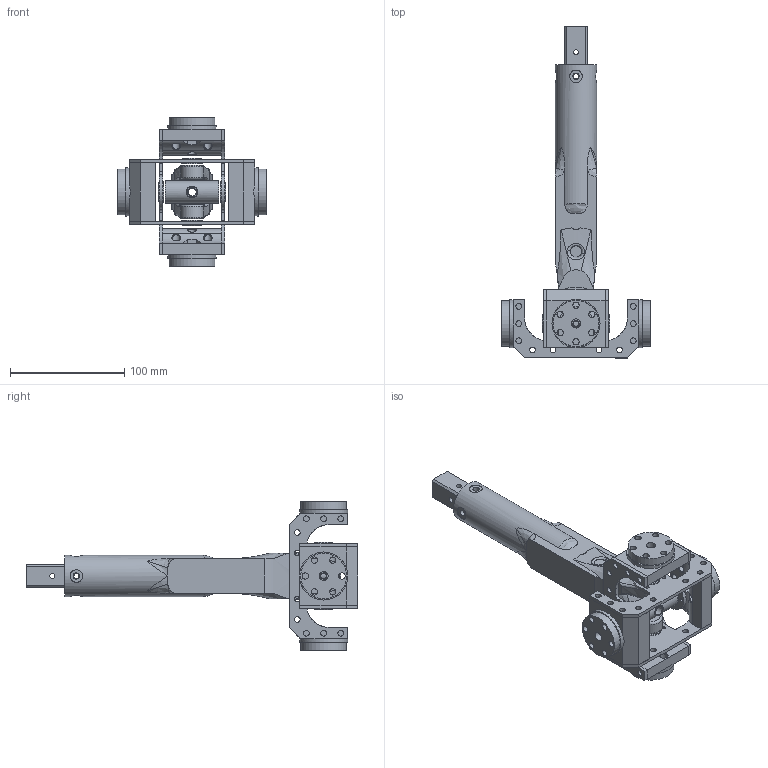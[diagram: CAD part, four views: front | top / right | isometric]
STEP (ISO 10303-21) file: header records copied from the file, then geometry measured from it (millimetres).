
FILE_DESCRIPTION(/* description */ ('','CAx-IF Rec.Pracs.---Representation and Presentation of Product Manufacturing Information (PMI)---4.0---2014-10-13'),/* implementation_level */ '2;1');
FILE_NAME(/* name */ 'Havebug Gimbal v5.step',/* time_stamp */ '2025-02-10T23:07:14+01:00',/* author */ (''),/* organization */ (''),/* preprocessor_version */ 'ST-DEVELOPER v20',/* originating_system */ 'Autodesk Translation Framework v13.20.0.188',/* authorisation */ '');
FILE_SCHEMA (('AP242_MANAGED_MODEL_BASED_3D_ENGINEERING_MIM_LF { 1 0 10303 442 1 1 4 }'));
Length unit declared in the file: millimetre
Products named in the file (22): Havebug Gimbal; GIMBAL_CORE_JOINT; Opticore; Opticore Main; GIMBAL_STICK_CONNECTOR; XarmJoint; joint2frame; bracket; bracket1; bracket2; BEARING-F625 v1; BEARING-F625 v1(Mirror) (1); YarmJoint; joint2frame (1); bracket (1); bracket1 (1); bracket2 (1); BEARING-F625 v1 (1); BEARING-F625 v1(Mirror) (1) (1); rod10mm; bearing26mm; adapter
Assembly tree (21 placements, depth 4):
  Havebug Gimbal
    GIMBAL_CORE_JOINT
      Opticore
        Opticore Main
    GIMBAL_STICK_CONNECTOR
    XarmJoint
      joint2frame
      bracket
        bracket1
        bracket2
      BEARING-F625 v1
      BEARING-F625 v1(Mirror) (1)
    YarmJoint
      joint2frame (1)
      bracket (1)
        bracket1 (1)
        bracket2 (1)
      BEARING-F625 v1 (1)
      BEARING-F625 v1(Mirror) (1) (1)
    rod10mm
    bearing26mm
    adapter
Bounding box: 130 x 290 x 130 mm (x, y, z)
Volume: 446858.7 mm3; surface area: 162296.4 mm2
Topology: 17 solids, 17 shells, 664 faces, 1685 edges, 1080 vertices
Faces by surface type: cylinder 243, plane 239, bspline 83, cone 82, torus 17
Full cylindrical faces by diameter (mm): 3 x12, 4.5 x8, 5 x44, 5.5 x28, 6.4 x32, 6.5 x20, 7 x1, 8 x5, 8.6 x8, 10 x2, 10.2 x1, 11 x5, 11.4 x1, 12.4 x8, 16 x8, 18 x4, 22 x1, 26 x2, 26.4 x1, 36 x1, 40 x4, 42 x4
Entity records: 33435 total; most frequent: CARTESIAN_POINT 16684, ORIENTED_EDGE 3324, DIRECTION 3285, EDGE_CURVE 1662, AXIS2_PLACEMENT_3D 1277, VERTEX_POINT 1080, EDGE_LOOP 938, LINE 731
